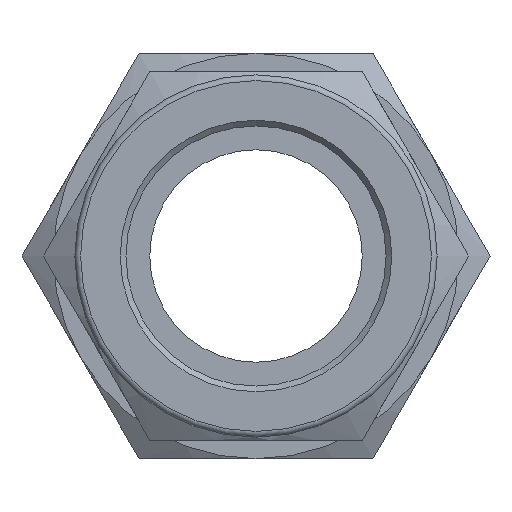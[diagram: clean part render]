
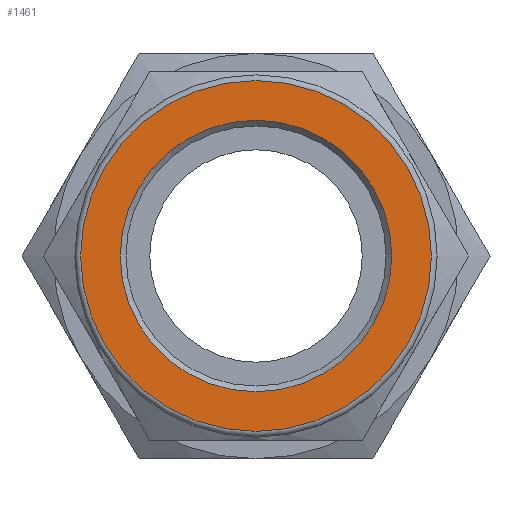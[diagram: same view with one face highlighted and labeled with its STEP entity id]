
A CAD part, left-side view. The second image highlights one B-rep face of the part: STEP entity #1461.
In plain terms, the highlighted planar face has unit normal (-1, 0, 0).
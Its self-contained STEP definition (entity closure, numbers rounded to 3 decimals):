
#88=FACE_BOUND('',#374,.T.);
#162=CIRCLE('',#1652,11.69);
#163=CIRCLE('',#1654,15.1);
#263=FACE_OUTER_BOUND('',#373,.T.);
#373=EDGE_LOOP('',(#1281));
#374=EDGE_LOOP('',(#1282));
#687=VERTEX_POINT('',#2662);
#688=VERTEX_POINT('',#2666);
#894=EDGE_CURVE('',#687,#687,#162,.T.);
#895=EDGE_CURVE('',#688,#688,#163,.T.);
#1281=ORIENTED_EDGE('',*,*,#895,.F.);
#1282=ORIENTED_EDGE('',*,*,#894,.T.);
#1366=PLANE('',#1653);
#1461=ADVANCED_FACE('',(#263,#88),#1366,.T.);
#1652=AXIS2_PLACEMENT_3D('',#2664,#2042,#2043);
#1653=AXIS2_PLACEMENT_3D('',#2665,#2044,#2045);
#1654=AXIS2_PLACEMENT_3D('',#2667,#2046,#2047);
#2042=DIRECTION('center_axis',(1.,0.,0.));
#2043=DIRECTION('ref_axis',(0.,0.,-1.));
#2044=DIRECTION('center_axis',(-1.,0.,0.));
#2045=DIRECTION('ref_axis',(0.,0.,1.));
#2046=DIRECTION('center_axis',(1.,0.,0.));
#2047=DIRECTION('ref_axis',(0.,0.,-1.));
#2662=CARTESIAN_POINT('',(0.,-11.69,0.));
#2664=CARTESIAN_POINT('Origin',(0.,0.,
0.));
#2665=CARTESIAN_POINT('Origin',(0.,15.1,0.));
#2666=CARTESIAN_POINT('',(0.,0.,15.1));
#2667=CARTESIAN_POINT('Origin',(0.,0.,
0.));
